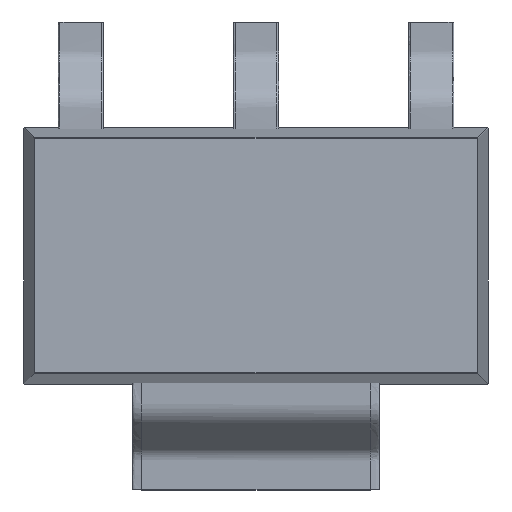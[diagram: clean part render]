
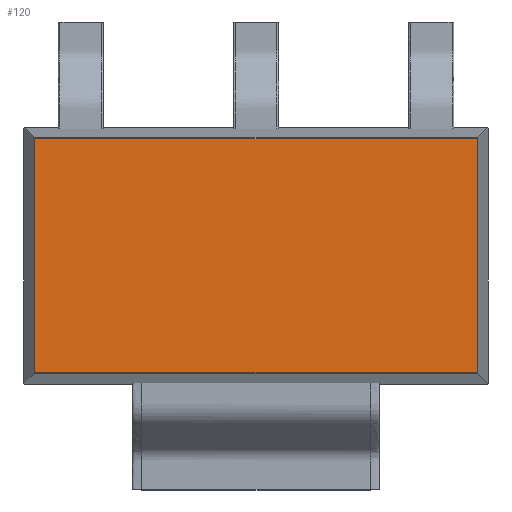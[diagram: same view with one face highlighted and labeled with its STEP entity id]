
A CAD part, top view. The second image highlights one B-rep face of the part: STEP entity #120.
In plain terms, the highlighted free-form (B-spline) face has degree [1, 1] with [2, 2] control points.
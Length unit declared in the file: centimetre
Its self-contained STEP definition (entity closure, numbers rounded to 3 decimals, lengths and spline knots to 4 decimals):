
#120=ADVANCED_FACE('',(#228),#1224,.T.);
#228=FACE_OUTER_BOUND('',#336,.T.);
#336=EDGE_LOOP('',(#727,#728,#729,#730));
#727=ORIENTED_EDGE('',*,*,#971,.T.);
#728=ORIENTED_EDGE('',*,*,#973,.T.);
#729=ORIENTED_EDGE('',*,*,#972,.T.);
#730=ORIENTED_EDGE('',*,*,#974,.T.);
#971=EDGE_CURVE('',#1107,#1108,#1422,.T.);
#972=EDGE_CURVE('',#1109,#1110,#1423,.T.);
#973=EDGE_CURVE('',#1108,#1109,#1424,.T.);
#974=EDGE_CURVE('',#1110,#1107,#1425,.T.);
#1107=VERTEX_POINT('',#4900);
#1108=VERTEX_POINT('',#4901);
#1109=VERTEX_POINT('',#4902);
#1110=VERTEX_POINT('',#4903);
#1224=B_SPLINE_SURFACE_WITH_KNOTS('',1,1,((#4704,#4705),(#4706,#4707)),.UNSPECIFIED.,
.F.,.F.,.F.,(2,2),(2,2),(0.083,63.917),(-33.917,
-0.083),.UNSPECIFIED.);
#1422=(
BOUNDED_CURVE()
B_SPLINE_CURVE(3,(#4584,#4585,#4586,#4587),.UNSPECIFIED.,.F.,.F.)
B_SPLINE_CURVE_WITH_KNOTS((4,4),(0.083,63.917),.UNSPECIFIED.)
CURVE()
GEOMETRIC_REPRESENTATION_ITEM()
RATIONAL_B_SPLINE_CURVE((1.,1.,1.,1.))
REPRESENTATION_ITEM('')
);
#1423=(
BOUNDED_CURVE()
B_SPLINE_CURVE(3,(#4588,#4589,#4590,#4591),.UNSPECIFIED.,.F.,.F.)
B_SPLINE_CURVE_WITH_KNOTS((4,4),(0.083,63.917),.UNSPECIFIED.)
CURVE()
GEOMETRIC_REPRESENTATION_ITEM()
RATIONAL_B_SPLINE_CURVE((1.,1.,1.,1.))
REPRESENTATION_ITEM('')
);
#1424=(
BOUNDED_CURVE()
B_SPLINE_CURVE(3,(#4592,#4593,#4594,#4595),.UNSPECIFIED.,.F.,.F.)
B_SPLINE_CURVE_WITH_KNOTS((4,4),(0.083,33.917),.UNSPECIFIED.)
CURVE()
GEOMETRIC_REPRESENTATION_ITEM()
RATIONAL_B_SPLINE_CURVE((1.,1.,1.,1.))
REPRESENTATION_ITEM('')
);
#1425=(
BOUNDED_CURVE()
B_SPLINE_CURVE(3,(#4596,#4597,#4598,#4599),.UNSPECIFIED.,.F.,.F.)
B_SPLINE_CURVE_WITH_KNOTS((4,4),(0.083,33.917),.UNSPECIFIED.)
CURVE()
GEOMETRIC_REPRESENTATION_ITEM()
RATIONAL_B_SPLINE_CURVE((1.,1.,1.,1.))
REPRESENTATION_ITEM('')
);
#4584=CARTESIAN_POINT('',(107.212,91.3269,18.3849));
#4585=CARTESIAN_POINT('',(85.934,91.3269,18.3849));
#4586=CARTESIAN_POINT('',(64.656,91.3269,18.3849));
#4587=CARTESIAN_POINT('',(43.378,91.3269,18.3849));
#4588=CARTESIAN_POINT('',(43.378,57.4929,18.3849));
#4589=CARTESIAN_POINT('',(64.656,57.4929,18.3849));
#4590=CARTESIAN_POINT('',(85.934,57.4929,18.3849));
#4591=CARTESIAN_POINT('',(107.212,57.4929,18.3849));
#4592=CARTESIAN_POINT('',(43.378,91.3269,18.3849));
#4593=CARTESIAN_POINT('',(43.378,80.0489,18.3849));
#4594=CARTESIAN_POINT('',(43.378,68.7709,18.3849));
#4595=CARTESIAN_POINT('',(43.378,57.4929,18.3849));
#4596=CARTESIAN_POINT('',(107.212,57.4929,18.3849));
#4597=CARTESIAN_POINT('',(107.212,68.7709,18.3849));
#4598=CARTESIAN_POINT('',(107.212,80.0489,18.3849));
#4599=CARTESIAN_POINT('',(107.212,91.3269,18.3849));
#4704=CARTESIAN_POINT('',(43.378,57.4929,18.3849));
#4705=CARTESIAN_POINT('',(43.378,91.3269,18.3849));
#4706=CARTESIAN_POINT('',(107.212,57.4929,18.3849));
#4707=CARTESIAN_POINT('',(107.212,91.3269,18.3849));
#4900=CARTESIAN_POINT('',(107.212,91.3269,18.3849));
#4901=CARTESIAN_POINT('',(43.378,91.3269,18.3849));
#4902=CARTESIAN_POINT('',(43.378,57.4929,18.3849));
#4903=CARTESIAN_POINT('',(107.212,57.4929,18.3849));
